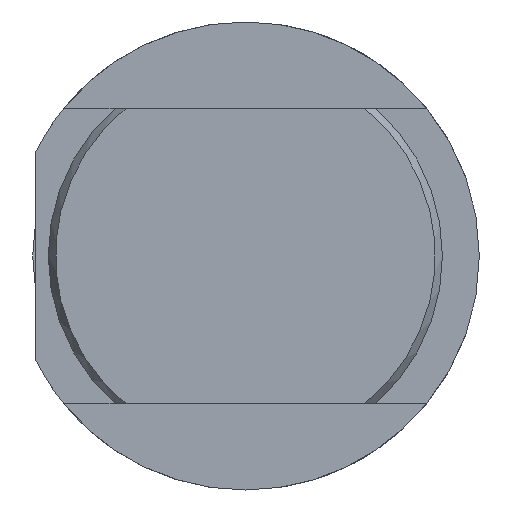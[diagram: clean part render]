
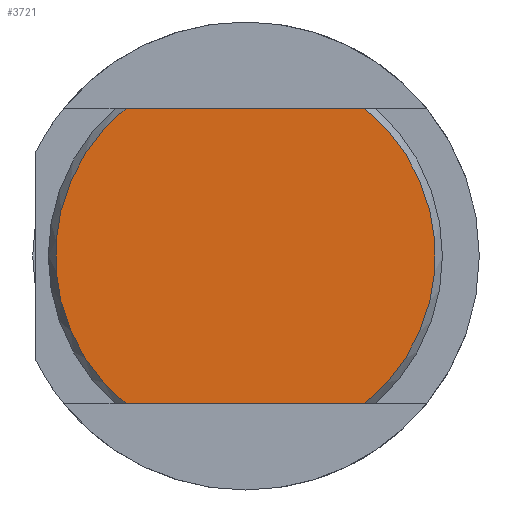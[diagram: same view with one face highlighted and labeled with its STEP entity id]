
A CAD part, left-side view. The second image highlights one B-rep face of the part: STEP entity #3721.
In plain terms, the highlighted planar face has unit normal (-1, 0, 0).
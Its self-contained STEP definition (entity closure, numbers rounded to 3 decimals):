
#274 = LINE ( 'NONE', #2061, #275 ) ;
#275 = VECTOR ( 'NONE', #2060, 1000. ) ;
#378 = CIRCLE ( 'NONE', #983, 7.711 ) ;
#408 = CIRCLE ( 'NONE', #996, 7.711 ) ;
#418 = LINE ( 'NONE', #2606, #422 ) ;
#422 = VECTOR ( 'NONE', #2607, 1000. ) ;
#775 = FACE_OUTER_BOUND ( 'NONE', #1870, .T. ) ;
#983 = AXIS2_PLACEMENT_3D ( 'NONE', #2490, #2502, #2503 ) ;
#996 = AXIS2_PLACEMENT_3D ( 'NONE', #2554, #2561, #2562 ) ;
#1106 = AXIS2_PLACEMENT_3D ( 'NONE', #3442, #3445, #3446 ) ;
#1211 = EDGE_CURVE ( 'NONE', #2244, #2249, #274, .T. ) ;
#1288 = EDGE_CURVE ( 'NONE', #2251, #2249, #378, .T. ) ;
#1310 = EDGE_CURVE ( 'NONE', #2244, #2243, #408, .T. ) ;
#1328 = EDGE_CURVE ( 'NONE', #2251, #2243, #418, .T. ) ;
#1685 = ORIENTED_EDGE ( 'NONE', *, *, #1211, .F. ) ;
#1695 = ORIENTED_EDGE ( 'NONE', *, *, #1310, .T. ) ;
#1748 = ORIENTED_EDGE ( 'NONE', *, *, #1288, .T. ) ;
#1749 = ORIENTED_EDGE ( 'NONE', *, *, #1328, .F. ) ;
#1870 = EDGE_LOOP ( 'NONE', ( #1695, #1749, #1748, #1685 ) ) ;
#2060 = DIRECTION ( 'NONE',  ( 0., 1., 0. ) ) ;
#2061 = CARTESIAN_POINT ( 'NONE',  ( 0., 7.365, -6. ) ) ;
#2243 = VERTEX_POINT ( 'NONE', #2916 ) ;
#2244 = VERTEX_POINT ( 'NONE', #2917 ) ;
#2249 = VERTEX_POINT ( 'NONE', #2922 ) ;
#2251 = VERTEX_POINT ( 'NONE', #2924 ) ;
#2490 = CARTESIAN_POINT ( 'NONE',  ( 0., 0., 0. ) ) ;
#2502 = DIRECTION ( 'NONE',  ( -1., 0., 0. ) ) ;
#2503 = DIRECTION ( 'NONE',  ( 0., 0., -1. ) ) ;
#2554 = CARTESIAN_POINT ( 'NONE',  ( 0., 0., 0. ) ) ;
#2561 = DIRECTION ( 'NONE',  ( -1., 0., 0. ) ) ;
#2562 = DIRECTION ( 'NONE',  ( 0., 0., -1. ) ) ;
#2606 = CARTESIAN_POINT ( 'NONE',  ( 0., 7.365, 6. ) ) ;
#2607 = DIRECTION ( 'NONE',  ( 0., -1., 0. ) ) ;
#2916 = CARTESIAN_POINT ( 'NONE',  ( 0., -4.844, 6. ) ) ;
#2917 = CARTESIAN_POINT ( 'NONE',  ( 0., -4.844, -6. ) ) ;
#2922 = CARTESIAN_POINT ( 'NONE',  ( 0., 4.844, -6. ) ) ;
#2924 = CARTESIAN_POINT ( 'NONE',  ( 0., 4.844, 6. ) ) ;
#3442 = CARTESIAN_POINT ( 'NONE',  ( 0., 0., 0. ) ) ;
#3443 = PLANE ( 'NONE',  #1106 ) ;
#3445 = DIRECTION ( 'NONE',  ( 1., 0., 0. ) ) ;
#3446 = DIRECTION ( 'NONE',  ( 0., 0., -1. ) ) ;
#3721 = ADVANCED_FACE ( 'NONE', ( #775 ), #3443, .F. ) ;
